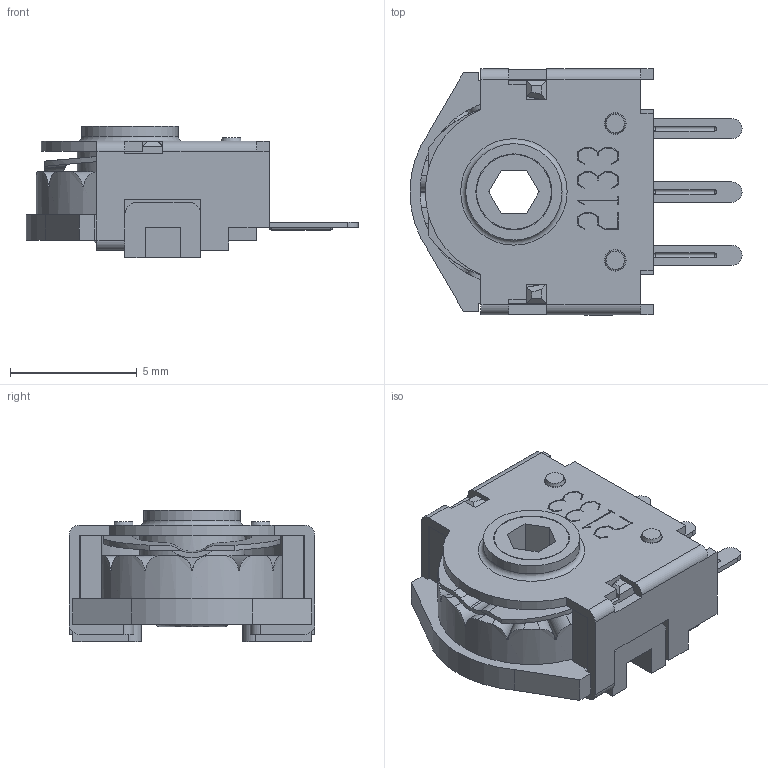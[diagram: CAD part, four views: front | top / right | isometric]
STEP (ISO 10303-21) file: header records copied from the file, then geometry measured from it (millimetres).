
FILE_DESCRIPTION(/* description */ (''),/* implementation_level */ '2;1');
FILE_NAME(/* name */ 'EN10VTN0612N5HH2.stp',/* time_stamp */ '2022-03-21T10:07:17-04:00',/* author */ ('avery.harrell'),/* organization */ (''),/* preprocessor_version */ 'ST-DEVELOPER v17.2',/* originating_system */ 'Autodesk Inventor 2019',/* authorisation */ '');
FILE_SCHEMA (('AUTOMOTIVE_DESIGN { 1 0 10303 214 3 1 1 }'));
Length unit declared in the file: millimetre
Products named in the file (6): EN10VTN0612N5HH2; EN10VT body; EN10 Rotor 12D HH2; EN10 clickplate; EN10VTN bracket; EN10VTS Term
Assembly tree (7 placements, depth 2):
  EN10VTN0612N5HH2
    EN10VT body
    EN10 Rotor 12D HH2
    EN10 clickplate
    EN10VTN bracket
    EN10VTS Term  x3
Bounding box: 13.1 x 9.7 x 5.2 mm (x, y, z)
Volume: 268.1 mm3; surface area: 873.4 mm2
Topology: 7 solids, 7 shells, 416 faces, 1185 edges, 771 vertices
Faces by surface type: plane 290, cylinder 104, sphere 12, cone 4, torus 3, bspline 3
Full cylindrical faces by diameter (mm): 0.8 x4, 0.85 x2, 2.95 x2, 3 x2, 3.8 x1, 4.15 x1, 7.4 x1
Entity records: 13370 total; most frequent: CARTESIAN_POINT 3190, ORIENTED_EDGE 2178, DIRECTION 1924, EDGE_CURVE 1089, LINE 790, VECTOR 790, VERTEX_POINT 723, AXIS2_PLACEMENT_3D 567
